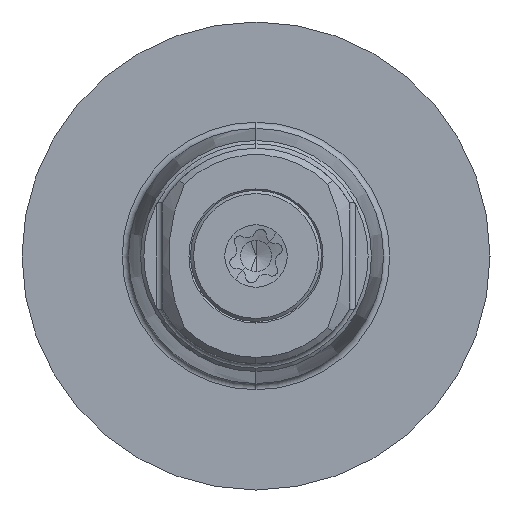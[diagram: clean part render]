
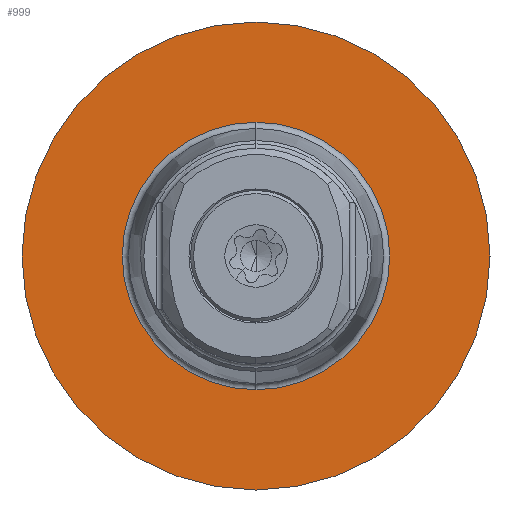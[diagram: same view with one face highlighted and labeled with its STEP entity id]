
A CAD part, left-side view. The second image highlights one B-rep face of the part: STEP entity #999.
In plain terms, the highlighted planar face has unit normal (-1, 0, 0).
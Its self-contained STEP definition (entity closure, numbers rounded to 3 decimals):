
#20 = ORIENTED_EDGE ( 'NONE', *, *, #888, .F. ) ;
#60 = ORIENTED_EDGE ( 'NONE', *, *, #363, .T. ) ;
#86 = AXIS2_PLACEMENT_3D ( 'NONE', #525, #1625, #734 ) ;
#116 = EDGE_CURVE ( 'NONE', #277, #1792, #674, .T. ) ;
#274 = DIRECTION ( 'NONE',  ( 0., 0., 1. ) ) ;
#277 = VERTEX_POINT ( 'NONE', #542 ) ;
#297 = CARTESIAN_POINT ( 'NONE',  ( 0., 0., 0. ) ) ;
#363 = EDGE_CURVE ( 'NONE', #1792, #277, #1946, .T. ) ;
#421 = VERTEX_POINT ( 'NONE', #1312 ) ;
#525 = CARTESIAN_POINT ( 'NONE',  ( 0., 4.288, 0. ) ) ;
#542 = CARTESIAN_POINT ( 'NONE',  ( 0., 0., -7.5 ) ) ;
#620 = ORIENTED_EDGE ( 'NONE', *, *, #116, .T. ) ;
#674 = CIRCLE ( 'NONE', #2431, 7.5 ) ;
#696 = CARTESIAN_POINT ( 'NONE',  ( 0., 0., 0. ) ) ;
#698 = CIRCLE ( 'NONE', #2420, 4.288 ) ;
#734 = DIRECTION ( 'NONE',  ( 0., 0., -1. ) ) ;
#790 = ORIENTED_EDGE ( 'NONE', *, *, #850, .F. ) ;
#850 = EDGE_CURVE ( 'NONE', #1525, #421, #2518, .T. ) ;
#888 = EDGE_CURVE ( 'NONE', #421, #1525, #698, .T. ) ;
#963 = DIRECTION ( 'NONE',  ( -1., 0., 0. ) ) ;
#983 = EDGE_LOOP ( 'NONE', ( #20, #790 ) ) ;
#999 = ADVANCED_FACE ( 'NONE', ( #1688, #2411 ), #2774, .F. ) ;
#1094 = EDGE_LOOP ( 'NONE', ( #60, #620 ) ) ;
#1202 = AXIS2_PLACEMENT_3D ( 'NONE', #2202, #2642, #1496 ) ;
#1312 = CARTESIAN_POINT ( 'NONE',  ( 0., 0., 4.288 ) ) ;
#1349 = DIRECTION ( 'NONE',  ( 0., 0., 1. ) ) ;
#1405 = DIRECTION ( 'NONE',  ( -1., 0., 0. ) ) ;
#1496 = DIRECTION ( 'NONE',  ( 0., 0., 1. ) ) ;
#1514 = CARTESIAN_POINT ( 'NONE',  ( 0., 0., 7.5 ) ) ;
#1525 = VERTEX_POINT ( 'NONE', #2779 ) ;
#1625 = DIRECTION ( 'NONE',  ( 1., 0., 0. ) ) ;
#1688 = FACE_BOUND ( 'NONE', #983, .T. ) ;
#1792 = VERTEX_POINT ( 'NONE', #1514 ) ;
#1861 = DIRECTION ( 'NONE',  ( 0., 0., 1. ) ) ;
#1946 = CIRCLE ( 'NONE', #1202, 7.5 ) ;
#2108 = AXIS2_PLACEMENT_3D ( 'NONE', #696, #2289, #1349 ) ;
#2202 = CARTESIAN_POINT ( 'NONE',  ( 0., 0., 0. ) ) ;
#2289 = DIRECTION ( 'NONE',  ( -1., 0., 0. ) ) ;
#2411 = FACE_OUTER_BOUND ( 'NONE', #1094, .T. ) ;
#2420 = AXIS2_PLACEMENT_3D ( 'NONE', #297, #1405, #1861 ) ;
#2431 = AXIS2_PLACEMENT_3D ( 'NONE', #2575, #963, #274 ) ;
#2518 = CIRCLE ( 'NONE', #2108, 4.288 ) ;
#2575 = CARTESIAN_POINT ( 'NONE',  ( 0., 0., 0. ) ) ;
#2642 = DIRECTION ( 'NONE',  ( -1., 0., 0. ) ) ;
#2774 = PLANE ( 'NONE',  #86 ) ;
#2779 = CARTESIAN_POINT ( 'NONE',  ( 0., 0., -4.288 ) ) ;
